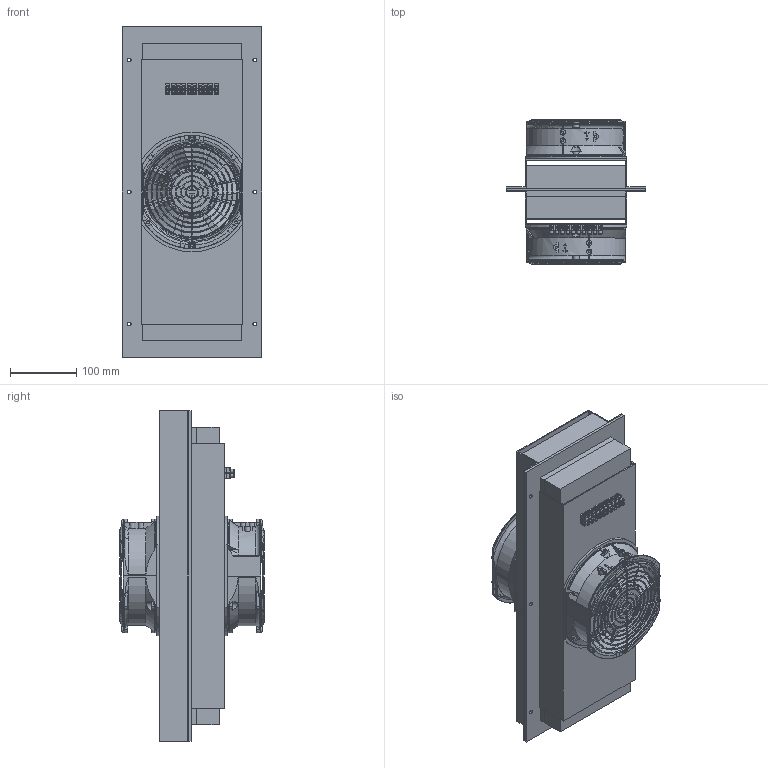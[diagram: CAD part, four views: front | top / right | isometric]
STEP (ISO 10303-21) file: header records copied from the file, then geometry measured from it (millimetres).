
FILE_DESCRIPTION (( 'STEP AP214' ), '1' );
FILE_NAME ('Ïåëüòüå 400Âò.STEP', '2018-10-16T11:34:38', ( '' ), ( '' ), 'SwSTEP 2.0', 'SolidWorks 2016', '' );
FILE_SCHEMA (( 'AUTOMOTIVE_DESIGN' ));
Length unit declared in the file: millimetre
Products named in the file (12): Terminal Block for Peltie; 200W ðàäèàòîð áåëûé; 200W 蒻瑣ⅱ 隆; Ïðîêëàäêà áîëüøîé âåíò; 200W ïðîêëàäêà ÷åðíûé; Ïåëüòüå 400Âò; 200W ïðîêëààäêà áåëûé; 200W êðûøêà áîëüøàÿ; 200W êðûøêà ìàëàÿ; Âåíòèëÿòîð; Ðåø 200W áîëüøàÿ äåòàëü; Terminal-Block_Housing
Assembly tree (14 placements, depth 3):
  Ïåëüòüå 400Âò
    200W êðûøêà áîëüøàÿ
    200W êðûøêà ìàëàÿ
    200W ïðîêëààäêà áåëûé
    200W ïðîêëàäêà ÷åðíûé
    200W ðàäèàòîð áåëûé
    200W 蒻瑣ⅱ 隆
    Âåíòèëÿòîð  x2
    Terminal Block for Peltie
      Terminal-Block_Housing
    Ðåø 200W áîëüøàÿ äåòàëü  x2
    Ïðîêëàäêà áîëüøîé âåíò  x2
Bounding box: 210.8 x 218.4 x 500 mm (x, y, z)
Volume: 6910732.8 mm3; surface area: 1649870.1 mm2
Topology: 15 solids, 15 shells, 2155 faces, 6548 edges, 4249 vertices
Faces by surface type: plane 1189, cylinder 422, torus 368, bspline 104, cone 72
Full cylindrical faces by diameter (mm): 1.8 x28, 2.9 x9, 3.25 x2, 3.3 x4, 3.5 x20, 3.8 x20, 4.2 x16, 5.5 x32, 69.25 x2, 76.3 x2
Entity records: 59900 total; most frequent: CARTESIAN_POINT 20751, ORIENTED_EDGE 6924, DIRECTION 5490, EDGE_CURVE 3462, VERTEX_POINT 2372, AXIS2_PLACEMENT_3D 2024, EDGE_LOOP 1712, FACE_OUTER_BOUND 1450
